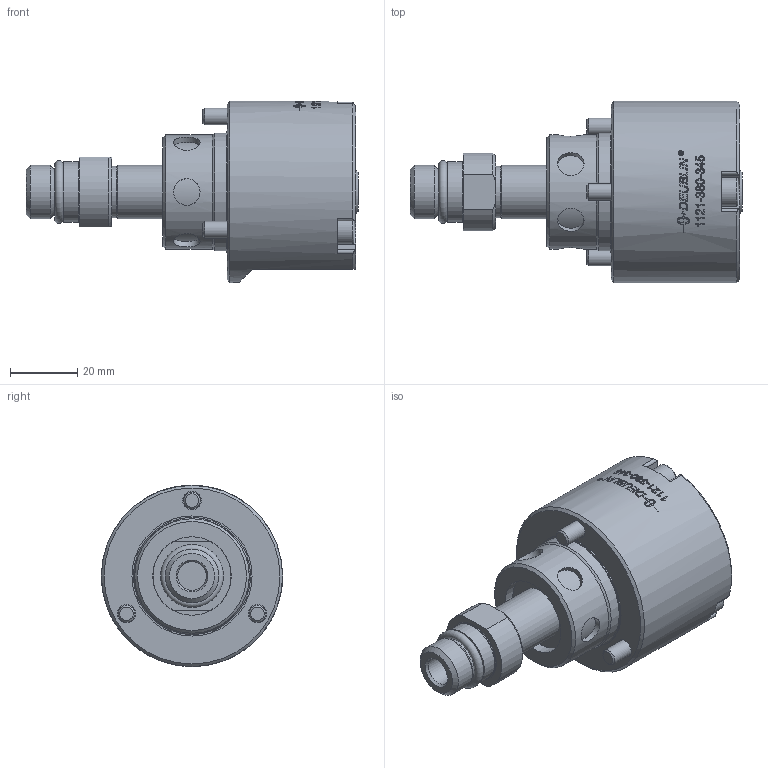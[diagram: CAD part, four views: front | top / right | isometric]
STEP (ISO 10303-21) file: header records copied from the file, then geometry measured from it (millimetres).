
FILE_DESCRIPTION(/* description */ (''),/* implementation_level */ '2;1');
FILE_NAME(/* name */ '1121-380-345-IC_RevE.stp',/* time_stamp */ '2020-05-21T08:45:33-05:00',/* author */ ('moorera'),/* organization */ (''),/* preprocessor_version */ 'ST-DEVELOPER v18.1',/* originating_system */ 'Autodesk Inventor 2020',/* authorisation */ '');
FILE_SCHEMA (('AUTOMOTIVE_DESIGN { 1 0 10303 214 3 1 1 }'));
Length unit declared in the file: millimetre
Products named in the file (1): 1121-380-345-IC_RevE
Bounding box: 98.9 x 54 x 54 mm (x, y, z)
Volume: 105577.5 mm3; surface area: 23080.8 mm2
Topology: 2 solids, 2 shells, 503 faces, 1369 edges, 925 vertices
Faces by surface type: bspline 238, plane 154, cylinder 78, cone 25, torus 8
Full cylindrical faces by diameter (mm): 5 x3, 5.5 x3, 7.9 x6, 8.5 x4, 13.5 x2, 14.95 x1, 15.3 x1, 15.863 x1, 16 x1, 17.991 x1, 23.4 x1, 34.1 x1, 34.9 x1, 35.8 x1, 54 x1
Entity records: 22217 total; most frequent: CARTESIAN_POINT 10172, ORIENTED_EDGE 2730, DIRECTION 2024, EDGE_CURVE 1365, VERTEX_POINT 925, AXIS2_PLACEMENT_3D 739, EDGE_LOOP 564, LINE 546
